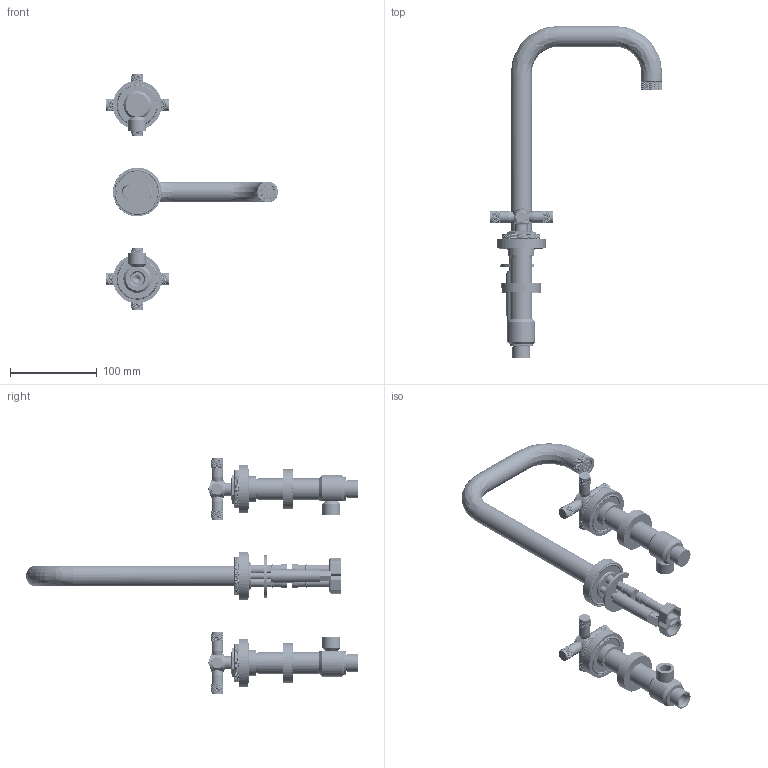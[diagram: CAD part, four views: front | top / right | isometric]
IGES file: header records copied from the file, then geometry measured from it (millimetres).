
Global section: file name: LANDMARK THINNER SPOUTS EXPORTV7K16SXK; native system: Autodesk Inventor 2020; preprocessor: unknown; author: aduggalther; date: 20221126.084541; units: millimetre
Bounding box: 198.12 x 381.88 x 272.23 mm (x, y, z)
Volume: 405041.9 mm3; surface area: 216554.4 mm2
Topology: 61 solids, 62 shells, 31161 faces, 67330 edges, 36490 vertices
Faces by surface type: bspline 31161
